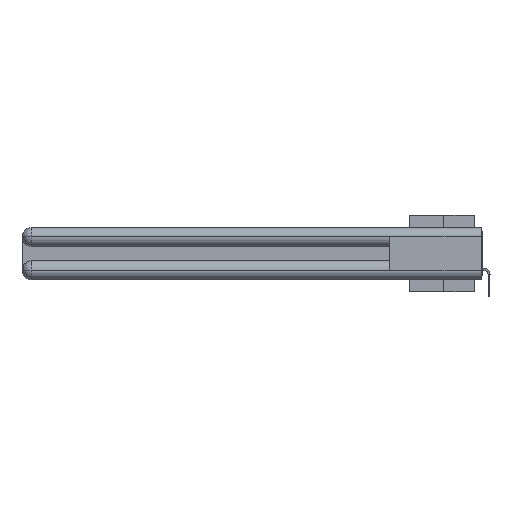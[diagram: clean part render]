
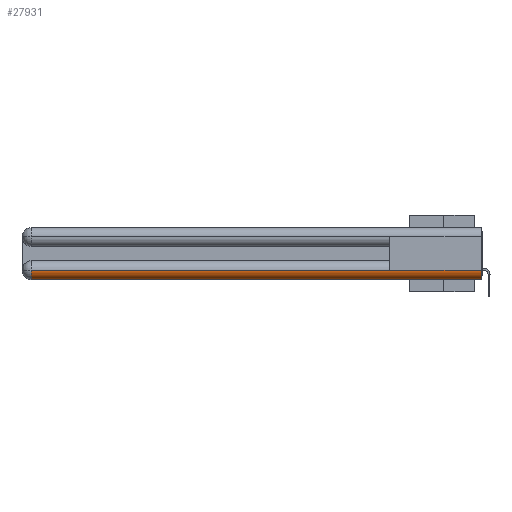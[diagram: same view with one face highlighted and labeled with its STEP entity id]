
A CAD part, left-side view. The second image highlights one B-rep face of the part: STEP entity #27931.
In plain terms, the highlighted cylindrical face has radius 1.562 mm (diameter 3.124 mm), a partial arc.
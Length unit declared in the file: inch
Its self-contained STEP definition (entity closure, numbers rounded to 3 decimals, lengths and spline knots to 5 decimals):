
#68 = VERTEX_POINT ( 'NONE', #9405 ) ;
#3183 = CARTESIAN_POINT ( 'NONE',  ( 0.0615, 2.94, -0.2785 ) ) ;
#3964 = EDGE_CURVE ( 'NONE', #68, #36203, #8598, .T. ) ;
#4824 = LINE ( 'NONE', #36836, #10799 ) ;
#5606 = LINE ( 'NONE', #12563, #11092 ) ;
#6385 = DIRECTION ( 'NONE',  ( 0., -1., 0. ) ) ;
#6590 = CARTESIAN_POINT ( 'NONE',  ( 0.0615, 0., -0.2785 ) ) ;
#7012 = DIRECTION ( 'NONE',  ( 0., -1., 0. ) ) ;
#8017 = EDGE_LOOP ( 'NONE', ( #35429, #33789, #36445, #31899, #19735 ) ) ;
#8598 = CIRCLE ( 'NONE', #15067, 0.0615 ) ;
#9405 = CARTESIAN_POINT ( 'NONE',  ( 0., 2.94, -0.2785 ) ) ;
#9606 = FACE_OUTER_BOUND ( 'NONE', #8017, .T. ) ;
#9878 = VERTEX_POINT ( 'NONE', #14533 ) ;
#9955 = AXIS2_PLACEMENT_3D ( 'NONE', #35802, #7012, #18273 ) ;
#10799 = VECTOR ( 'NONE', #24906, 39.37008 ) ;
#11092 = VECTOR ( 'NONE', #18589, 39.37008 ) ;
#12563 = CARTESIAN_POINT ( 'NONE',  ( 0., 0., -0.2785 ) ) ;
#12914 = DIRECTION ( 'NONE',  ( 0., -1., 0. ) ) ;
#14533 = CARTESIAN_POINT ( 'NONE',  ( 0., 0., -0.2785 ) ) ;
#14888 = DIRECTION ( 'NONE',  ( 0., 0., 1. ) ) ;
#15067 = AXIS2_PLACEMENT_3D ( 'NONE', #3183, #6385, #14888 ) ;
#15088 = EDGE_CURVE ( 'NONE', #17029, #36203, #4824, .T. ) ;
#17009 = CARTESIAN_POINT ( 'NONE',  ( 0., 0., -0.2785 ) ) ;
#17029 = VERTEX_POINT ( 'NONE', #30021 ) ;
#17903 = CYLINDRICAL_SURFACE ( 'NONE', #36423, 0.0615 ) ;
#18273 = DIRECTION ( 'NONE',  ( 1., 0., 0. ) ) ;
#18589 = DIRECTION ( 'NONE',  ( 0., 1., 0. ) ) ;
#19519 = EDGE_CURVE ( 'NONE', #9878, #17029, #28354, .T. ) ;
#19531 = VERTEX_POINT ( 'NONE', #33150 ) ;
#19735 = ORIENTED_EDGE ( 'NONE', *, *, #22053, .F. ) ;
#19943 = DIRECTION ( 'NONE',  ( 0., -1., 0. ) ) ;
#20227 = VECTOR ( 'NONE', #19943, 39.37008 ) ;
#21225 = EDGE_CURVE ( 'NONE', #19531, #68, #5606, .T. ) ;
#21560 = CARTESIAN_POINT ( 'NONE',  ( 0.0615, 2.94, -0.34 ) ) ;
#22053 = EDGE_CURVE ( 'NONE', #19531, #9878, #28524, .T. ) ;
#24272 = DIRECTION ( 'NONE',  ( 0., 0., -1. ) ) ;
#24906 = DIRECTION ( 'NONE',  ( 0., 1., 0. ) ) ;
#27931 = ADVANCED_FACE ( 'NONE', ( #9606 ), #17903, .T. ) ;
#28354 = CIRCLE ( 'NONE', #9955, 0.0615 ) ;
#28524 = LINE ( 'NONE', #17009, #20227 ) ;
#30021 = CARTESIAN_POINT ( 'NONE',  ( 0.0615, 0., -0.34 ) ) ;
#31899 = ORIENTED_EDGE ( 'NONE', *, *, #19519, .F. ) ;
#33150 = CARTESIAN_POINT ( 'NONE',  ( 0., 0.6, -0.2785 ) ) ;
#33789 = ORIENTED_EDGE ( 'NONE', *, *, #3964, .T. ) ;
#35429 = ORIENTED_EDGE ( 'NONE', *, *, #21225, .T. ) ;
#35802 = CARTESIAN_POINT ( 'NONE',  ( 0.0615, 0., -0.2785 ) ) ;
#36203 = VERTEX_POINT ( 'NONE', #21560 ) ;
#36423 = AXIS2_PLACEMENT_3D ( 'NONE', #6590, #12914, #24272 ) ;
#36445 = ORIENTED_EDGE ( 'NONE', *, *, #15088, .F. ) ;
#36836 = CARTESIAN_POINT ( 'NONE',  ( 0.0615, 0., -0.34 ) ) ;
